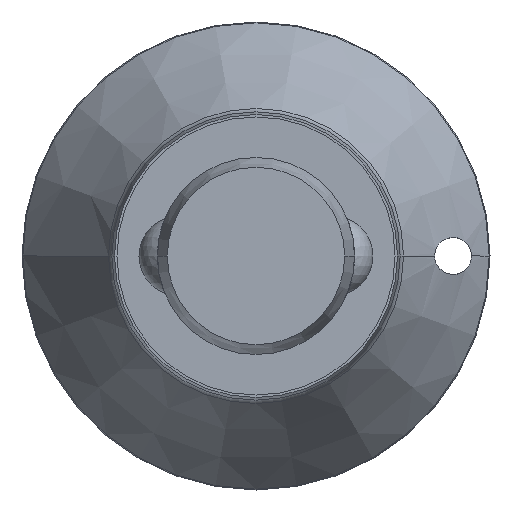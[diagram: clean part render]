
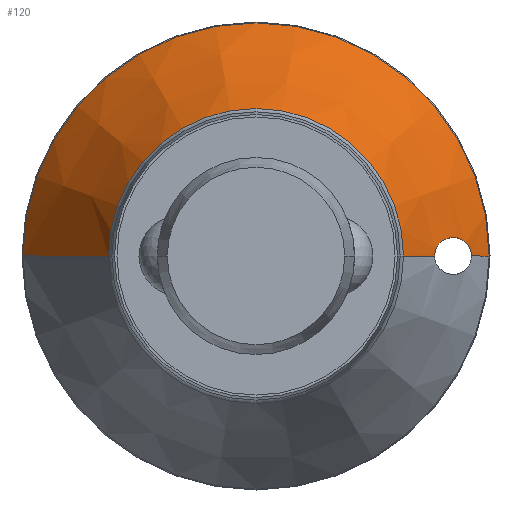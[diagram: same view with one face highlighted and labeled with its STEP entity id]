
A CAD part, front view. The second image highlights one B-rep face of the part: STEP entity #120.
In plain terms, the highlighted conical face has half-angle 30.446 degrees and reference radius 15.453 mm.
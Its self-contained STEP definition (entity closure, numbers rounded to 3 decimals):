
#120=ADVANCED_FACE('',(#239),#240,.T.);
#239=FACE_OUTER_BOUND('',#355,.T.);
#240=CONICAL_SURFACE('',#356,15.453,0.531);
#355=EDGE_LOOP('',(#630,#631,#632,#633,#634,#635,#636));
#356=AXIS2_PLACEMENT_3D('',#637,#638,#639);
#630=ORIENTED_EDGE('',*,*,#695,.T.);
#631=ORIENTED_EDGE('',*,*,#771,.T.);
#632=ORIENTED_EDGE('',*,*,#770,.T.);
#633=ORIENTED_EDGE('',*,*,#698,.T.);
#634=ORIENTED_EDGE('',*,*,#679,.F.);
#635=ORIENTED_EDGE('',*,*,#697,.T.);
#636=ORIENTED_EDGE('',*,*,#784,.T.);
#637=CARTESIAN_POINT('',(0.,36.43,0.));
#638=DIRECTION('',(-0.0,1.0,0.));
#639=DIRECTION('',(1.0,0.0,0.0));
#679=EDGE_CURVE('',#797,#799,#800,.T.);
#695=EDGE_CURVE('',#822,#823,#824,.T.);
#697=EDGE_CURVE('',#797,#825,#827,.T.);
#698=EDGE_CURVE('',#828,#799,#829,.T.);
#770=EDGE_CURVE('',#934,#828,#935,.T.);
#771=EDGE_CURVE('',#823,#934,#936,.T.);
#784=EDGE_CURVE('',#825,#822,#950,.T.);
#797=VERTEX_POINT('',#963);
#799=VERTEX_POINT('',#965);
#800=CIRCLE('',#966,18.931);
#822=VERTEX_POINT('',#1008);
#823=VERTEX_POINT('',#1009);
#824=LINE('',#1010,#1011);
#825=VERTEX_POINT('',#1012);
#827=LINE('',#1014,#1015);
#828=VERTEX_POINT('',#1016);
#829=LINE('',#1017,#1018);
#934=VERTEX_POINT('',#1294);
#935=B_SPLINE_CURVE_WITH_KNOTS('',3,(#1295,#1296,#1297,#1298,#1299,#1300,#1301,#1302,#1303,#1304),.UNSPECIFIED.,.F.,.F.,(4,2,2,2,4),(0.0,0.216,0.303,0.331,0.359),.UNSPECIFIED.);
#936=B_SPLINE_CURVE_WITH_KNOTS('',3,(#1305,#1306,#1307,#1308,#1309,#1310,#1311,#1312,#1313,#1314,#1315,#1316),.UNSPECIFIED.,.F.,.F.,(4,2,2,2,2,4),(1.045,1.072,1.098,1.151,1.261,1.372),.UNSPECIFIED.);
#950=CIRCLE('',#1348,11.976);
#963=CARTESIAN_POINT('',(-18.931,42.347,0.));
#965=CARTESIAN_POINT('',(18.931,42.347,0.));
#966=AXIS2_PLACEMENT_3D('',#1363,#1364,#1365);
#1008=CARTESIAN_POINT('',(11.976,30.513,0.));
#1009=CARTESIAN_POINT('',(14.5,34.808,0.));
#1010=CARTESIAN_POINT('',(15.453,36.43,0.));
#1011=VECTOR('',#1390,1.0);
#1012=CARTESIAN_POINT('',(-11.976,30.513,0.));
#1014=CARTESIAN_POINT('',(-15.453,36.43,0.));
#1015=VECTOR('',#1394,1.0);
#1016=CARTESIAN_POINT('',(17.5,39.912,0.));
#1017=CARTESIAN_POINT('',(15.453,36.43,0.));
#1018=VECTOR('',#1395,1.0);
#1294=CARTESIAN_POINT('',(15.859,37.24,1.493));
#1295=CARTESIAN_POINT('',(15.859,37.24,1.493));
#1296=CARTESIAN_POINT('',(16.222,37.86,1.528));
#1297=CARTESIAN_POINT('',(16.666,38.591,1.422));
#1298=CARTESIAN_POINT('',(17.149,39.362,0.982));
#1299=CARTESIAN_POINT('',(17.304,39.606,0.783));
#1300=CARTESIAN_POINT('',(17.426,39.797,0.471));
#1301=CARTESIAN_POINT('',(17.454,39.84,0.382));
#1302=CARTESIAN_POINT('',(17.491,39.897,0.193));
#1303=CARTESIAN_POINT('',(17.5,39.912,0.093));
#1304=CARTESIAN_POINT('',(17.5,39.912,0.));
#1305=CARTESIAN_POINT('',(14.5,34.808,0.));
#1306=CARTESIAN_POINT('',(14.5,34.808,0.088));
#1307=CARTESIAN_POINT('',(14.508,34.823,0.174));
#1308=CARTESIAN_POINT('',(14.536,34.876,0.339));
#1309=CARTESIAN_POINT('',(14.557,34.915,0.417));
#1310=CARTESIAN_POINT('',(14.633,35.057,0.637));
#1311=CARTESIAN_POINT('',(14.702,35.185,0.762));
#1312=CARTESIAN_POINT('',(14.917,35.581,1.069));
#1313=CARTESIAN_POINT('',(15.096,35.904,1.216));
#1314=CARTESIAN_POINT('',(15.474,36.575,1.421));
#1315=CARTESIAN_POINT('',(15.673,36.922,1.476));
#1316=CARTESIAN_POINT('',(15.859,37.24,1.493));
#1348=AXIS2_PLACEMENT_3D('',#1505,#1506,#1507);
#1363=CARTESIAN_POINT('',(0.,42.347,0.));
#1364=DIRECTION('',(-0.0,1.0,0.));
#1365=DIRECTION('',(1.0,0.0,0.0));
#1390=DIRECTION('',(0.507,0.862,0.));
#1394=DIRECTION('',(0.507,-0.862,0.));
#1395=DIRECTION('',(0.507,0.862,0.));
#1505=CARTESIAN_POINT('',(0.,30.513,0.));
#1506=DIRECTION('',(-0.0,1.0,0.));
#1507=DIRECTION('',(1.0,0.0,0.0));
